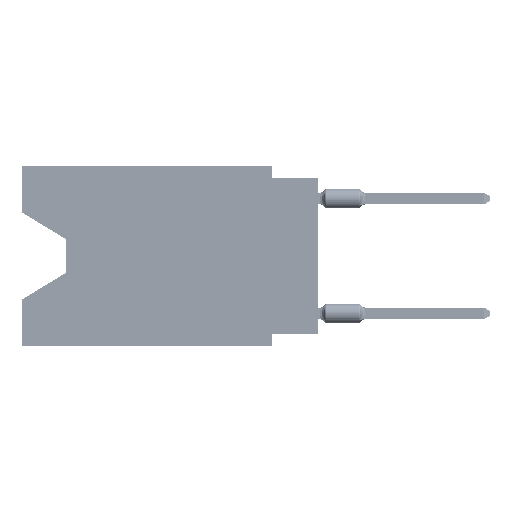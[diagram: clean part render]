
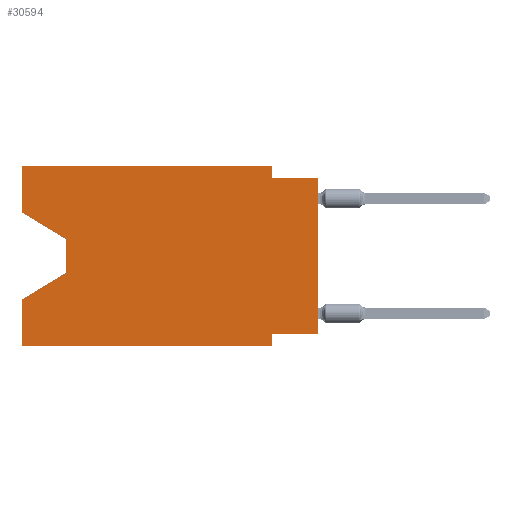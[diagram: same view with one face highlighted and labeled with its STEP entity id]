
A CAD part, left-side view. The second image highlights one B-rep face of the part: STEP entity #30594.
In plain terms, the highlighted planar face has unit normal (-1, 0, 0).
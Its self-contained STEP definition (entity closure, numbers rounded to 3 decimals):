
#172 = DIRECTION ( 'NONE',  ( 0., 0., -1. ) ) ;
#583 = PLANE ( 'NONE',  #38042 ) ;
#1380 = ORIENTED_EDGE ( 'NONE', *, *, #11848, .T. ) ;
#5363 = DIRECTION ( 'NONE',  ( 0., -1., 0. ) ) ;
#8342 = ORIENTED_EDGE ( 'NONE', *, *, #70321, .F. ) ;
#8753 = LINE ( 'NONE', #49129, #18048 ) ;
#8787 = CARTESIAN_POINT ( 'NONE',  ( 0., 2.54, -9.906 ) ) ;
#8875 = CARTESIAN_POINT ( 'NONE',  ( 0., 2.54, -9.906 ) ) ;
#10846 = EDGE_CURVE ( 'NONE', #23530, #70775, #70760, .T. ) ;
#11848 = EDGE_CURVE ( 'NONE', #70775, #65503, #37274, .T. ) ;
#11910 = DIRECTION ( 'NONE',  ( 0., 0., -1. ) ) ;
#12255 = CARTESIAN_POINT ( 'NONE',  ( 0., 16.383, -7.36 ) ) ;
#13336 = CARTESIAN_POINT ( 'NONE',  ( 0., 13.97, -5.893 ) ) ;
#13738 = VERTEX_POINT ( 'NONE', #43985 ) ;
#14429 = LINE ( 'NONE', #8787, #52494 ) ;
#17985 = ORIENTED_EDGE ( 'NONE', *, *, #10846, .T. ) ;
#18048 = VECTOR ( 'NONE', #66530, 1000. ) ;
#18975 = EDGE_CURVE ( 'NONE', #57306, #29856, #51887, .T. ) ;
#19277 = VECTOR ( 'NONE', #5363, 1000. ) ;
#19724 = DIRECTION ( 'NONE',  ( 0., 0., -1. ) ) ;
#20486 = VECTOR ( 'NONE', #172, 1000. ) ;
#20716 = LINE ( 'NONE', #36979, #34169 ) ;
#21005 = VERTEX_POINT ( 'NONE', #8875 ) ;
#22836 = ORIENTED_EDGE ( 'NONE', *, *, #26604, .F. ) ;
#22890 = CARTESIAN_POINT ( 'NONE',  ( 0., 16.383, 0. ) ) ;
#23530 = VERTEX_POINT ( 'NONE', #42949 ) ;
#23604 = CARTESIAN_POINT ( 'NONE',  ( 0., 16.383, 0. ) ) ;
#26604 = EDGE_CURVE ( 'NONE', #46318, #21005, #14429, .T. ) ;
#26909 = LINE ( 'NONE', #50674, #67560 ) ;
#27643 = ORIENTED_EDGE ( 'NONE', *, *, #18975, .F. ) ;
#27664 = VERTEX_POINT ( 'NONE', #71134 ) ;
#27881 = CARTESIAN_POINT ( 'NONE',  ( 0., 0., -0.635 ) ) ;
#28648 = EDGE_CURVE ( 'NONE', #60991, #21005, #20716, .T. ) ;
#28981 = DIRECTION ( 'NONE',  ( 0., -1., 0. ) ) ;
#29007 = VECTOR ( 'NONE', #45929, 1000. ) ;
#29183 = CARTESIAN_POINT ( 'NONE',  ( 0., 13.97, -4.013 ) ) ;
#29856 = VERTEX_POINT ( 'NONE', #32066 ) ;
#30594 = ADVANCED_FACE ( 'NONE', ( #40605 ), #583, .F. ) ;
#32066 = CARTESIAN_POINT ( 'NONE',  ( 0., 2.54, -0.635 ) ) ;
#32946 = LINE ( 'NONE', #38988, #19277 ) ;
#33543 = CARTESIAN_POINT ( 'NONE',  ( 0., 2.54, -9.271 ) ) ;
#34162 = CARTESIAN_POINT ( 'NONE',  ( 0., 2.54, 0. ) ) ;
#34169 = VECTOR ( 'NONE', #71341, 1000. ) ;
#35002 = VERTEX_POINT ( 'NONE', #56678 ) ;
#36018 = DIRECTION ( 'NONE',  ( 0., -0.855, -0.519 ) ) ;
#36779 = CARTESIAN_POINT ( 'NONE',  ( 0., 16.383, -2.546 ) ) ;
#36979 = CARTESIAN_POINT ( 'NONE',  ( 0., 16.383, -9.906 ) ) ;
#37118 = CARTESIAN_POINT ( 'NONE',  ( 0., 0., 0. ) ) ;
#37274 = LINE ( 'NONE', #59205, #40953 ) ;
#38042 = AXIS2_PLACEMENT_3D ( 'NONE', #23604, #64767, #11910 ) ;
#38988 = CARTESIAN_POINT ( 'NONE',  ( 0., 16.383, 0. ) ) ;
#39368 = ORIENTED_EDGE ( 'NONE', *, *, #71007, .T. ) ;
#39562 = EDGE_LOOP ( 'NONE', ( #17985, #1380, #39368, #47505, #62056, #22836, #67318, #47153, #8342, #27643, #49192, #73475 ) ) ;
#40605 = FACE_OUTER_BOUND ( 'NONE', #39562, .T. ) ;
#40953 = VECTOR ( 'NONE', #70893, 1000. ) ;
#41003 = VECTOR ( 'NONE', #60143, 1000. ) ;
#42747 = CARTESIAN_POINT ( 'NONE',  ( 0., 16.383, -9.906 ) ) ;
#42949 = CARTESIAN_POINT ( 'NONE',  ( 0., 16.383, -2.546 ) ) ;
#43985 = CARTESIAN_POINT ( 'NONE',  ( 0., 0., -0.635 ) ) ;
#44875 = LINE ( 'NONE', #27881, #46276 ) ;
#45929 = DIRECTION ( 'NONE',  ( 0., 0., 1. ) ) ;
#46276 = VECTOR ( 'NONE', #28981, 1000. ) ;
#46318 = VERTEX_POINT ( 'NONE', #33543 ) ;
#47136 = EDGE_CURVE ( 'NONE', #27664, #46318, #8753, .T. ) ;
#47153 = ORIENTED_EDGE ( 'NONE', *, *, #64059, .T. ) ;
#47505 = ORIENTED_EDGE ( 'NONE', *, *, #54787, .F. ) ;
#49129 = CARTESIAN_POINT ( 'NONE',  ( 0., 0., -9.271 ) ) ;
#49192 = ORIENTED_EDGE ( 'NONE', *, *, #64134, .F. ) ;
#50674 = CARTESIAN_POINT ( 'NONE',  ( 0., 16.383, 0. ) ) ;
#51014 = DIRECTION ( 'NONE',  ( 0., 0.855, -0.519 ) ) ;
#51887 = LINE ( 'NONE', #34162, #20486 ) ;
#52494 = VECTOR ( 'NONE', #19724, 1000. ) ;
#52734 = VECTOR ( 'NONE', #36018, 1000. ) ;
#53559 = VECTOR ( 'NONE', #51014, 1000. ) ;
#53977 = EDGE_CURVE ( 'NONE', #23530, #35002, #56140, .T. ) ;
#54787 = EDGE_CURVE ( 'NONE', #60991, #69105, #26909, .T. ) ;
#56140 = LINE ( 'NONE', #22890, #29007 ) ;
#56663 = LINE ( 'NONE', #67655, #53559 ) ;
#56678 = CARTESIAN_POINT ( 'NONE',  ( 0., 16.383, 0. ) ) ;
#57306 = VERTEX_POINT ( 'NONE', #68864 ) ;
#59205 = CARTESIAN_POINT ( 'NONE',  ( 0., 13.97, -4.013 ) ) ;
#60143 = DIRECTION ( 'NONE',  ( 0., 0., 1. ) ) ;
#60991 = VERTEX_POINT ( 'NONE', #42747 ) ;
#62056 = ORIENTED_EDGE ( 'NONE', *, *, #28648, .T. ) ;
#62380 = DIRECTION ( 'NONE',  ( 0., 0., 1. ) ) ;
#64059 = EDGE_CURVE ( 'NONE', #27664, #13738, #71492, .T. ) ;
#64134 = EDGE_CURVE ( 'NONE', #35002, #57306, #32946, .T. ) ;
#64767 = DIRECTION ( 'NONE',  ( 1., 0., 0. ) ) ;
#65503 = VERTEX_POINT ( 'NONE', #13336 ) ;
#66530 = DIRECTION ( 'NONE',  ( 0., 1., 0. ) ) ;
#67318 = ORIENTED_EDGE ( 'NONE', *, *, #47136, .F. ) ;
#67560 = VECTOR ( 'NONE', #62380, 1000. ) ;
#67655 = CARTESIAN_POINT ( 'NONE',  ( 0., 13.97, -5.893 ) ) ;
#68864 = CARTESIAN_POINT ( 'NONE',  ( 0., 2.54, 0. ) ) ;
#69105 = VERTEX_POINT ( 'NONE', #12255 ) ;
#70321 = EDGE_CURVE ( 'NONE', #29856, #13738, #44875, .T. ) ;
#70760 = LINE ( 'NONE', #36779, #52734 ) ;
#70775 = VERTEX_POINT ( 'NONE', #29183 ) ;
#70893 = DIRECTION ( 'NONE',  ( 0., 0., -1. ) ) ;
#71007 = EDGE_CURVE ( 'NONE', #65503, #69105, #56663, .T. ) ;
#71134 = CARTESIAN_POINT ( 'NONE',  ( 0., 0., -9.271 ) ) ;
#71341 = DIRECTION ( 'NONE',  ( 0., -1., 0. ) ) ;
#71492 = LINE ( 'NONE', #37118, #41003 ) ;
#73475 = ORIENTED_EDGE ( 'NONE', *, *, #53977, .F. ) ;
